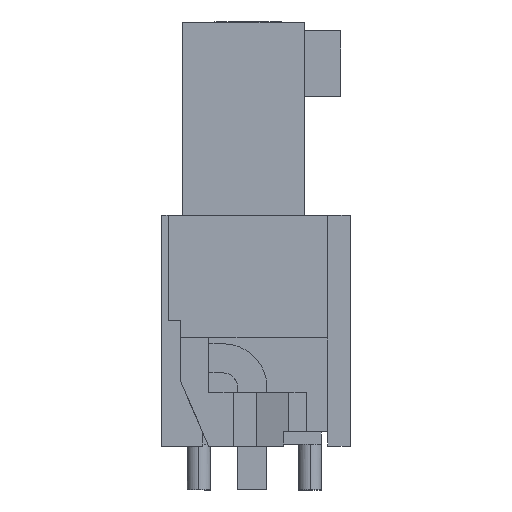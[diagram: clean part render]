
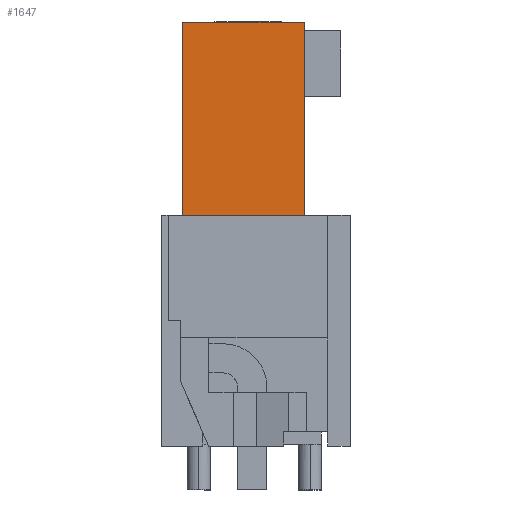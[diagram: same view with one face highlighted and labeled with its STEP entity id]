
A CAD part, left-side view. The second image highlights one B-rep face of the part: STEP entity #1647.
In plain terms, the highlighted planar face has unit normal (-1, 0, 0).
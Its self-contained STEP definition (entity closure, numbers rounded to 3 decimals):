
#1627=AXIS2_PLACEMENT_3D('Plane Axis2P3D',#1624,#1625,#1626) ;
#717=CARTESIAN_POINT('Line Origine',(5.582,3.654,9.4)) ;
#721=CARTESIAN_POINT('Vertex',(5.582,5.728,9.4)) ;
#723=CARTESIAN_POINT('Vertex',(5.582,1.58,9.4)) ;
#1570=CARTESIAN_POINT('Line Origine',(5.582,1.58,12.7)) ;
#1574=CARTESIAN_POINT('Vertex',(5.582,1.58,16.)) ;
#1624=CARTESIAN_POINT('Axis2P3D Location',(5.582,1.58,9.4)) ;
#1629=CARTESIAN_POINT('Line Origine',(5.582,3.654,16.)) ;
#1633=CARTESIAN_POINT('Vertex',(5.582,5.728,16.)) ;
#1636=CARTESIAN_POINT('Line Origine',(5.582,5.728,12.7)) ;
#718=DIRECTION('Vector Direction',(0.,1.,0.)) ;
#1571=DIRECTION('Vector Direction',(0.,0.,1.)) ;
#1625=DIRECTION('Axis2P3D Direction',(1.,0.,0.)) ;
#1626=DIRECTION('Axis2P3D XDirection',(0.,1.,0.)) ;
#1630=DIRECTION('Vector Direction',(0.,1.,0.)) ;
#1637=DIRECTION('Vector Direction',(0.,0.,1.)) ;
#719=VECTOR('Line Direction',#718,1.) ;
#1572=VECTOR('Line Direction',#1571,1.) ;
#1631=VECTOR('Line Direction',#1630,1.) ;
#1638=VECTOR('Line Direction',#1637,1.) ;
#1642=ORIENTED_EDGE('',*,*,#1635,.T.) ;
#1643=ORIENTED_EDGE('',*,*,#1640,.F.) ;
#1644=ORIENTED_EDGE('',*,*,#725,.T.) ;
#1645=ORIENTED_EDGE('',*,*,#1576,.T.) ;
#1647=ADVANCED_FACE('HOUSING',(#1646),#1628,.F.) ;
#725=EDGE_CURVE('',#722,#724,#720,.F.) ;
#1576=EDGE_CURVE('',#724,#1575,#1573,.T.) ;
#1635=EDGE_CURVE('',#1575,#1634,#1632,.T.) ;
#1640=EDGE_CURVE('',#722,#1634,#1639,.T.) ;
#1641=EDGE_LOOP('',(#1642,#1643,#1644,#1645)) ;
#1646=FACE_OUTER_BOUND('',#1641,.T.) ;
#720=LINE('Line',#717,#719) ;
#1573=LINE('Line',#1570,#1572) ;
#1632=LINE('Line',#1629,#1631) ;
#1639=LINE('Line',#1636,#1638) ;
#1628=PLANE('',#1627) ;
#722=VERTEX_POINT('',#721) ;
#724=VERTEX_POINT('',#723) ;
#1575=VERTEX_POINT('',#1574) ;
#1634=VERTEX_POINT('',#1633) ;
